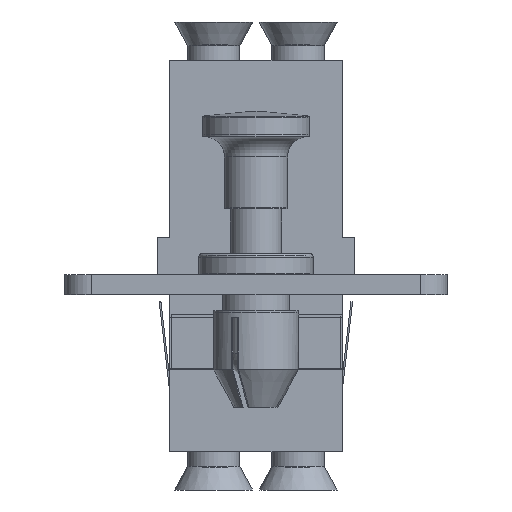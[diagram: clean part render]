
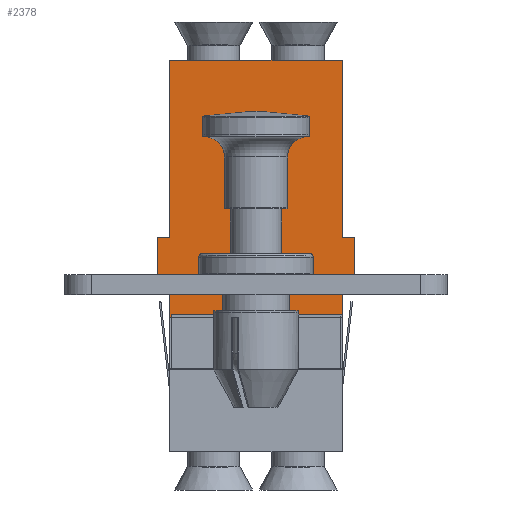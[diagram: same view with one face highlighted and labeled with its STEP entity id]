
A CAD part, left-side view. The second image highlights one B-rep face of the part: STEP entity #2378.
In plain terms, the highlighted face is planar.
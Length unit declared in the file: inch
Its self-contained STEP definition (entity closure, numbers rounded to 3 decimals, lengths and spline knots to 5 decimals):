
#549 = VERTEX_POINT ( 'NONE', #859 ) ;
#561 = VERTEX_POINT ( 'NONE', #855 ) ;
#663 = CARTESIAN_POINT ( 'NONE',  ( 0.0548, -0.18307, -0.254 ) ) ;
#666 = CARTESIAN_POINT ( 'NONE',  ( -0.1778, -0.18307, 0.254 ) ) ;
#765 = CARTESIAN_POINT ( 'NONE',  ( 0.0548, -0.18307, -0.29 ) ) ;
#767 = CARTESIAN_POINT ( 'NONE',  ( -0.1708, -0.18307, 0.249 ) ) ;
#768 = CARTESIAN_POINT ( 'NONE',  ( -0.0552, -0.18307, -0.29 ) ) ;
#788 = CARTESIAN_POINT ( 'NONE',  ( -0.0552, -0.18307, 0.29 ) ) ;
#790 = CARTESIAN_POINT ( 'NONE',  ( 0.0548, -0.18307, 0.29 ) ) ;
#794 = CARTESIAN_POINT ( 'NONE',  ( 0.0548, -0.18307, 0.254 ) ) ;
#799 = CARTESIAN_POINT ( 'NONE',  ( -0.0552, -0.18307, 0.254 ) ) ;
#801 = CARTESIAN_POINT ( 'NONE',  ( 0.5748, -0.18307, 0.254 ) ) ;
#855 = CARTESIAN_POINT ( 'NONE',  ( -0.1778, -0.18307, 0.249 ) ) ;
#859 = CARTESIAN_POINT ( 'NONE',  ( -0.1708, -0.18307, -0.254 ) ) ;
#1066 = ORIENTED_EDGE ( 'NONE', *, *, #2825, .T. ) ;
#1067 = ORIENTED_EDGE ( 'NONE', *, *, #2826, .F. ) ;
#1068 = ORIENTED_EDGE ( 'NONE', *, *, #2816, .F. ) ;
#1069 = ORIENTED_EDGE ( 'NONE', *, *, #2827, .F. ) ;
#1070 = ORIENTED_EDGE ( 'NONE', *, *, #2828, .F. ) ;
#1071 = ORIENTED_EDGE ( 'NONE', *, *, #2829, .F. ) ;
#1072 = ORIENTED_EDGE ( 'NONE', *, *, #2830, .F. ) ;
#1073 = ORIENTED_EDGE ( 'NONE', *, *, #2831, .F. ) ;
#1074 = ORIENTED_EDGE ( 'NONE', *, *, #2832, .T. ) ;
#1075 = ORIENTED_EDGE ( 'NONE', *, *, #2833, .F. ) ;
#1076 = ORIENTED_EDGE ( 'NONE', *, *, #2834, .F. ) ;
#1077 = ORIENTED_EDGE ( 'NONE', *, *, #2835, .F. ) ;
#1078 = ORIENTED_EDGE ( 'NONE', *, *, #2836, .T. ) ;
#1079 = ORIENTED_EDGE ( 'NONE', *, *, #2837, .F. ) ;
#1493 = EDGE_LOOP ( 'NONE', ( #1066, #1067, #1068, #1069, #1070, #1071, #1072, #1073, #1074, #1075, #1076, #1077, #1078, #1079 ) ) ;
#2378 = ADVANCED_FACE ( 'NONE', ( #9515 ), #10874, .F. ) ;
#2816 = EDGE_CURVE ( 'NONE', #11735, #549, #10583, .T. ) ;
#2825 = EDGE_CURVE ( 'NONE', #561, #14672, #10602, .T. ) ;
#2826 = EDGE_CURVE ( 'NONE', #549, #14672, #10585, .T. ) ;
#2827 = EDGE_CURVE ( 'NONE', #14673, #11735, #10606, .T. ) ;
#2828 = EDGE_CURVE ( 'NONE', #14670, #14673, #10608, .T. ) ;
#2829 = EDGE_CURVE ( 'NONE', #14568, #14670, #10610, .T. ) ;
#2830 = EDGE_CURVE ( 'NONE', #7720, #14568, #10612, .T. ) ;
#2831 = EDGE_CURVE ( 'NONE', #14706, #7720, #10604, .T. ) ;
#2832 = EDGE_CURVE ( 'NONE', #14706, #14699, #10614, .T. ) ;
#2833 = EDGE_CURVE ( 'NONE', #14695, #14699, #10618, .T. ) ;
#2834 = EDGE_CURVE ( 'NONE', #14693, #14695, #10616, .T. ) ;
#2835 = EDGE_CURVE ( 'NONE', #14704, #14693, #10622, .T. ) ;
#2836 = EDGE_CURVE ( 'NONE', #14704, #14571, #10624, .T. ) ;
#2837 = EDGE_CURVE ( 'NONE', #561, #14571, #10626, .T. ) ;
#3576 = AXIS2_PLACEMENT_3D ( 'NONE', #10867, #10853, #11260 ) ;
#7720 = VERTEX_POINT ( 'NONE', #13936 ) ;
#9515 = FACE_OUTER_BOUND ( 'NONE', #1493, .T. ) ;
#10583 = LINE ( 'NONE', #12403, #10588 ) ;
#10585 = LINE ( 'NONE', #12357, #10607 ) ;
#10588 = VECTOR ( 'NONE', #12383, 39.37008 ) ;
#10602 = LINE ( 'NONE', #12324, #10605 ) ;
#10604 = LINE ( 'NONE', #12362, #10617 ) ;
#10605 = VECTOR ( 'NONE', #12325, 39.37008 ) ;
#10606 = LINE ( 'NONE', #12313, #10609 ) ;
#10607 = VECTOR ( 'NONE', #12320, 39.37008 ) ;
#10608 = LINE ( 'NONE', #12311, #10611 ) ;
#10609 = VECTOR ( 'NONE', #12312, 39.37008 ) ;
#10610 = LINE ( 'NONE', #12302, #10613 ) ;
#10611 = VECTOR ( 'NONE', #12306, 39.37008 ) ;
#10612 = LINE ( 'NONE', #12295, #10615 ) ;
#10613 = VECTOR ( 'NONE', #12301, 39.37008 ) ;
#10614 = LINE ( 'NONE', #12322, #10619 ) ;
#10615 = VECTOR ( 'NONE', #12298, 39.37008 ) ;
#10616 = LINE ( 'NONE', #12294, #10623 ) ;
#10617 = VECTOR ( 'NONE', #12291, 39.37008 ) ;
#10618 = LINE ( 'NONE', #12464, #10621 ) ;
#10619 = VECTOR ( 'NONE', #12465, 39.37008 ) ;
#10621 = VECTOR ( 'NONE', #12461, 39.37008 ) ;
#10622 = LINE ( 'NONE', #12454, #10625 ) ;
#10623 = VECTOR ( 'NONE', #12459, 39.37008 ) ;
#10624 = LINE ( 'NONE', #12451, #10627 ) ;
#10625 = VECTOR ( 'NONE', #12453, 39.37008 ) ;
#10626 = LINE ( 'NONE', #12449, #10629 ) ;
#10627 = VECTOR ( 'NONE', #12450, 39.37008 ) ;
#10629 = VECTOR ( 'NONE', #12448, 39.37008 ) ;
#10853 = DIRECTION ( 'NONE',  ( 0., 1., 0. ) ) ;
#10867 = CARTESIAN_POINT ( 'NONE',  ( 0.5748, -0.18307, 0.254 ) ) ;
#10874 = PLANE ( 'NONE',  #3576 ) ;
#11260 = DIRECTION ( 'NONE',  ( 0., 0., 1. ) ) ;
#11735 = VERTEX_POINT ( 'NONE', #14122 ) ;
#12291 = DIRECTION ( 'NONE',  ( 0., 0., -1. ) ) ;
#12294 = CARTESIAN_POINT ( 'NONE',  ( -0.0552, -0.18307, 0.29 ) ) ;
#12295 = CARTESIAN_POINT ( 'NONE',  ( 0.5748, -0.18307, -0.254 ) ) ;
#12298 = DIRECTION ( 'NONE',  ( -1., 0., 0. ) ) ;
#12301 = DIRECTION ( 'NONE',  ( 0., 0., -1. ) ) ;
#12302 = CARTESIAN_POINT ( 'NONE',  ( 0.0548, -0.18307, -0.254 ) ) ;
#12306 = DIRECTION ( 'NONE',  ( -1., 0., 0. ) ) ;
#12311 = CARTESIAN_POINT ( 'NONE',  ( -0.0552, -0.18307, -0.29 ) ) ;
#12312 = DIRECTION ( 'NONE',  ( 0., 0., 1. ) ) ;
#12313 = CARTESIAN_POINT ( 'NONE',  ( -0.0552, -0.18307, -0.254 ) ) ;
#12320 = DIRECTION ( 'NONE',  ( 0., 0., 1. ) ) ;
#12322 = CARTESIAN_POINT ( 'NONE',  ( 0.5748, -0.18307, 0.254 ) ) ;
#12324 = CARTESIAN_POINT ( 'NONE',  ( -0.3328, -0.18307, 0.249 ) ) ;
#12325 = DIRECTION ( 'NONE',  ( 1., 0., 0. ) ) ;
#12357 = CARTESIAN_POINT ( 'NONE',  ( -0.1708, -0.18307, -0.29 ) ) ;
#12362 = CARTESIAN_POINT ( 'NONE',  ( 0.5748, -0.18307, 0.254 ) ) ;
#12383 = DIRECTION ( 'NONE',  ( -1., 0., 0. ) ) ;
#12403 = CARTESIAN_POINT ( 'NONE',  ( 0.5748, -0.18307, -0.254 ) ) ;
#12448 = DIRECTION ( 'NONE',  ( 0., 0., 1. ) ) ;
#12449 = CARTESIAN_POINT ( 'NONE',  ( -0.1778, -0.18307, 0.249 ) ) ;
#12450 = DIRECTION ( 'NONE',  ( -1., 0., 0. ) ) ;
#12451 = CARTESIAN_POINT ( 'NONE',  ( 0.5748, -0.18307, 0.254 ) ) ;
#12453 = DIRECTION ( 'NONE',  ( 0., 0., 1. ) ) ;
#12454 = CARTESIAN_POINT ( 'NONE',  ( -0.0552, -0.18307, 0.254 ) ) ;
#12459 = DIRECTION ( 'NONE',  ( 1., 0., 0. ) ) ;
#12461 = DIRECTION ( 'NONE',  ( 0., 0., -1. ) ) ;
#12464 = CARTESIAN_POINT ( 'NONE',  ( 0.0548, -0.18307, 0.254 ) ) ;
#12465 = DIRECTION ( 'NONE',  ( -1., 0., 0. ) ) ;
#13936 = CARTESIAN_POINT ( 'NONE',  ( 0.5748, -0.18307, -0.254 ) ) ;
#14122 = CARTESIAN_POINT ( 'NONE',  ( -0.0552, -0.18307, -0.254 ) ) ;
#14568 = VERTEX_POINT ( 'NONE', #663 ) ;
#14571 = VERTEX_POINT ( 'NONE', #666 ) ;
#14670 = VERTEX_POINT ( 'NONE', #765 ) ;
#14672 = VERTEX_POINT ( 'NONE', #767 ) ;
#14673 = VERTEX_POINT ( 'NONE', #768 ) ;
#14693 = VERTEX_POINT ( 'NONE', #788 ) ;
#14695 = VERTEX_POINT ( 'NONE', #790 ) ;
#14699 = VERTEX_POINT ( 'NONE', #794 ) ;
#14704 = VERTEX_POINT ( 'NONE', #799 ) ;
#14706 = VERTEX_POINT ( 'NONE', #801 ) ;
